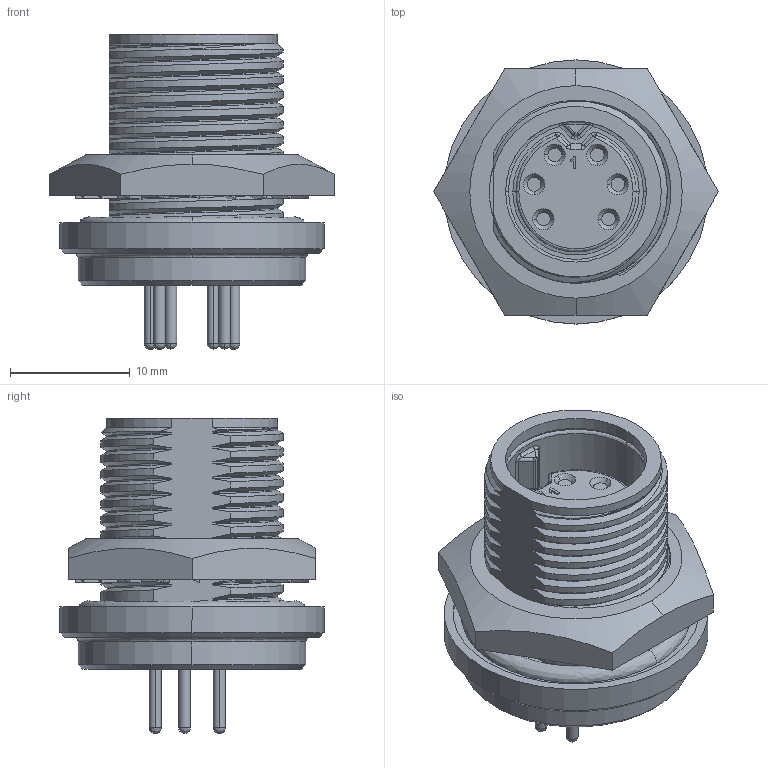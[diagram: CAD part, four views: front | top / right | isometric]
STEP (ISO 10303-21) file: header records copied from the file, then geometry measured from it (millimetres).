
FILE_DESCRIPTION (( 'STEP AP203' ), '1' );
FILE_NAME ('SF7281-6SG-3ES.STEP', '2013-02-06T19:32:31', ( '21FPBF1' ), ( 'Conxall' ), 'SwSTEP 2.0', 'SolidWorks 2012', '' );
FILE_SCHEMA (( 'CONFIG_CONTROL_DESIGN' ));
Length unit declared in the file: inch
Products named in the file (1): SF7281-6SG-3ES
Bounding box: 23.82 x 22.1 x 26.37 mm (x, y, z)
Volume: 4383.3 mm3; surface area: 3642.7 mm2
Topology: 2 solids, 2 shells, 357 faces, 858 edges, 532 vertices
Faces by surface type: plane 179, bspline 82, cylinder 74, cone 22
Entity records: 26088 total; most frequent: CARTESIAN_POINT 18334, ORIENTED_EDGE 1686, DIRECTION 1430, EDGE_CURVE 843, VERTEX_POINT 532, LINE 498, VECTOR 498, AXIS2_PLACEMENT_3D 466
